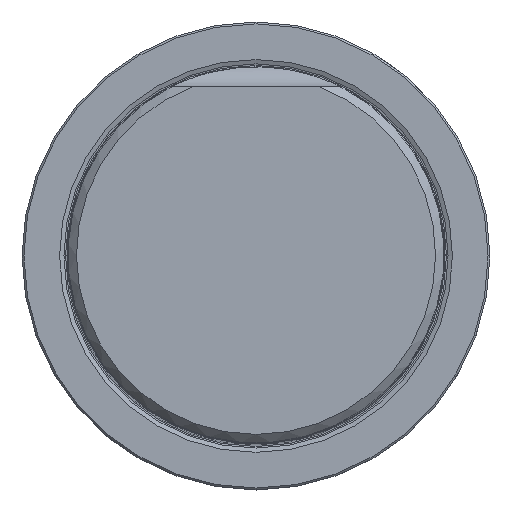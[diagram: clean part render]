
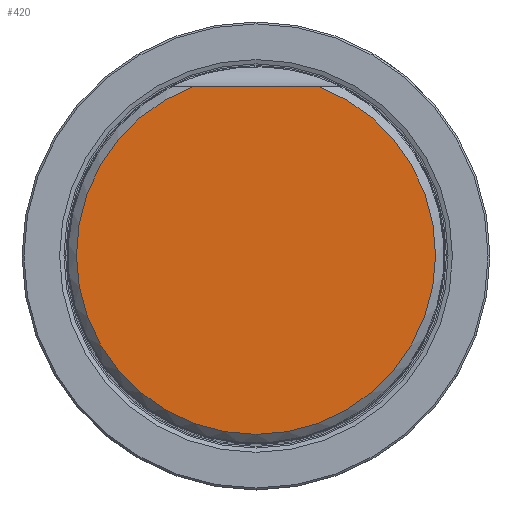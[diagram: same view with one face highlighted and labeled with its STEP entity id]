
A CAD part, top view. The second image highlights one B-rep face of the part: STEP entity #420.
In plain terms, the highlighted planar face has unit normal (0, 0, 1).
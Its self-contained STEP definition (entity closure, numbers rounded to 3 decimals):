
#226=PLANE('',#4427);
#420=ADVANCED_FACE('CU_SU_1',(#708),#226,.F.);
#708=FACE_OUTER_BOUND('',#936,.T.);
#936=EDGE_LOOP('',(#2076,#2077));
#1193=CIRCLE('',#4426,18.996);
#1315=LINE('',#6596,#1533);
#1533=VECTOR('',#5007,1.);
#2076=ORIENTED_EDGE('',*,*,#3648,.F.);
#2077=ORIENTED_EDGE('',*,*,#3649,.F.);
#3227=VERTEX_POINT('',#6594);
#3228=VERTEX_POINT('',#6595);
#3648=EDGE_CURVE('',#3227,#3228,#1193,.T.);
#3649=EDGE_CURVE('',#3228,#3227,#1315,.T.);
#4426=AXIS2_PLACEMENT_3D('',#6593,#5005,#5006);
#4427=AXIS2_PLACEMENT_3D('',#6597,#5008,#5009);
#5005=DIRECTION('',(0.,0.,-1.));
#5006=DIRECTION('',(0.,-1.,0.));
#5007=DIRECTION('',(1.,0.,0.));
#5008=DIRECTION('',(0.,0.,-1.));
#5009=DIRECTION('',(0.,-1.,0.));
#6593=CARTESIAN_POINT('',(0.,0.,70.));
#6594=CARTESIAN_POINT('',(6.623,17.804,70.));
#6595=CARTESIAN_POINT('',(-6.623,17.804,70.));
#6596=CARTESIAN_POINT('',(-19.996,17.804,70.));
#6597=CARTESIAN_POINT('',(0.,0.,70.));
